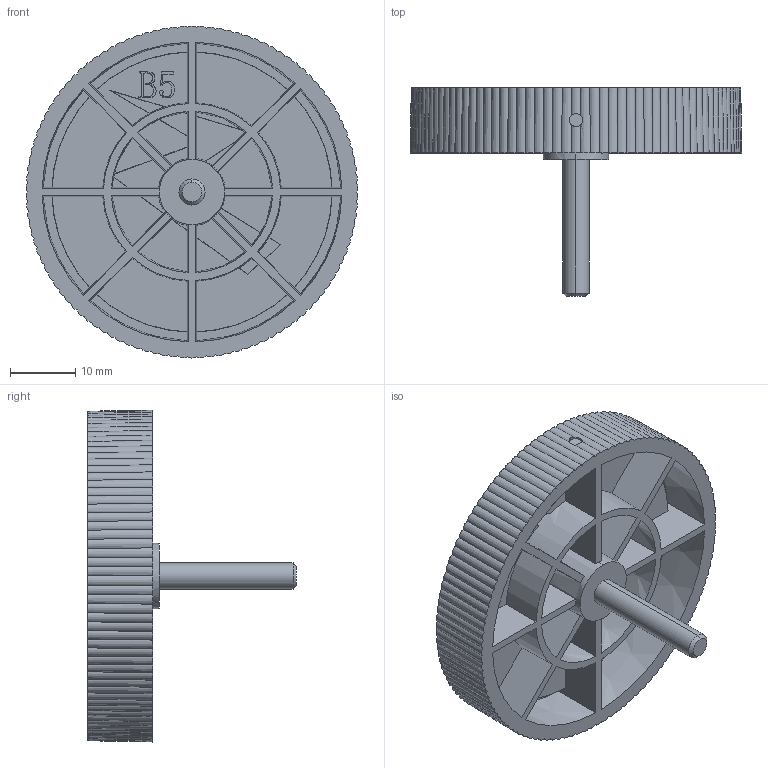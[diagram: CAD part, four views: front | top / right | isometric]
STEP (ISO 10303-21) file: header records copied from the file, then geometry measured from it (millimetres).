
FILE_DESCRIPTION (( 'STEP AP214' ), '1' );
FILE_NAME ('JXHSV06-01010-d Large Tensioner Knob.step', '2023-06-08T06:45:58', ( '微软用户' ), ( '微软中国' ), 'SwSTEP 2.0', 'SolidWorks 2020', '' );
FILE_SCHEMA (( 'AUTOMOTIVE_DESIGN' ));
Length unit declared in the file: millimetre
Products named in the file (1): JXHSV06-01010-d Large Tensioner Knob
Bounding box: 50.93 x 32 x 50.95 mm (x, y, z)
Volume: 10335.4 mm3; surface area: 10698.3 mm2
Topology: 1 solids, 1 shells, 299 faces, 848 edges, 564 vertices
Faces by surface type: cone 149, plane 122, bspline 24, cylinder 4
Entity records: 11980 total; most frequent: CARTESIAN_POINT 4110, ORIENTED_EDGE 1696, DIRECTION 1470, EDGE_CURVE 848, AXIS2_PLACEMENT_3D 607, VERTEX_POINT 564, CIRCLE 331, EDGE_LOOP 314
